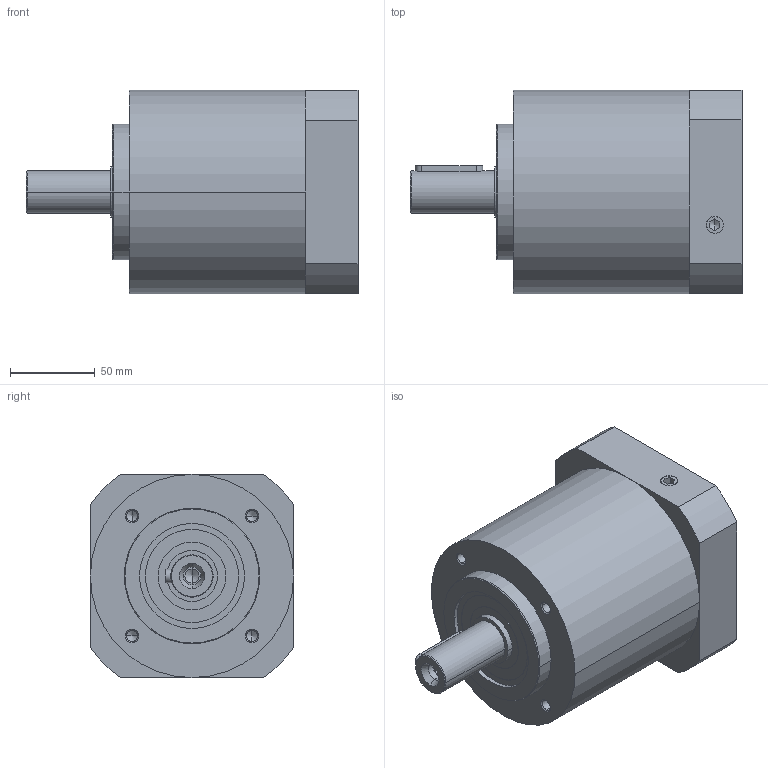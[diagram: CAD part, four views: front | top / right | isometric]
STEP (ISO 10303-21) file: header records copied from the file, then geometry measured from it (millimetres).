
FILE_DESCRIPTION((''),'2;1');
FILE_NAME('PD120-1.stp','2004-09-24T15:04:35',('mcoppola'),(''),'Autodesk Inventor 8','Autodesk Inventor 8','');
FILE_SCHEMA(('AUTOMOTIVE_DESIGN { 1 0 10303 214 1 1 1 1 }'));
Length unit declared in the file: millimetre
Products named in the file (1): PD120-1
Bounding box: 196 x 120 x 120 mm (x, y, z)
Volume: 1517109.4 mm3; surface area: 115463.9 mm2
Topology: 1 solids, 1 shells, 164 faces, 380 edges, 224 vertices
Faces by surface type: bspline 66, plane 42, cylinder 40, cone 16
Entity records: 5434 total; most frequent: CARTESIAN_POINT 1952, ORIENTED_EDGE 716, DIRECTION 715, EDGE_CURVE 358, AXIS2_PLACEMENT_3D 271, VERTEX_POINT 224, EDGE_LOOP 192, VECTOR 173
